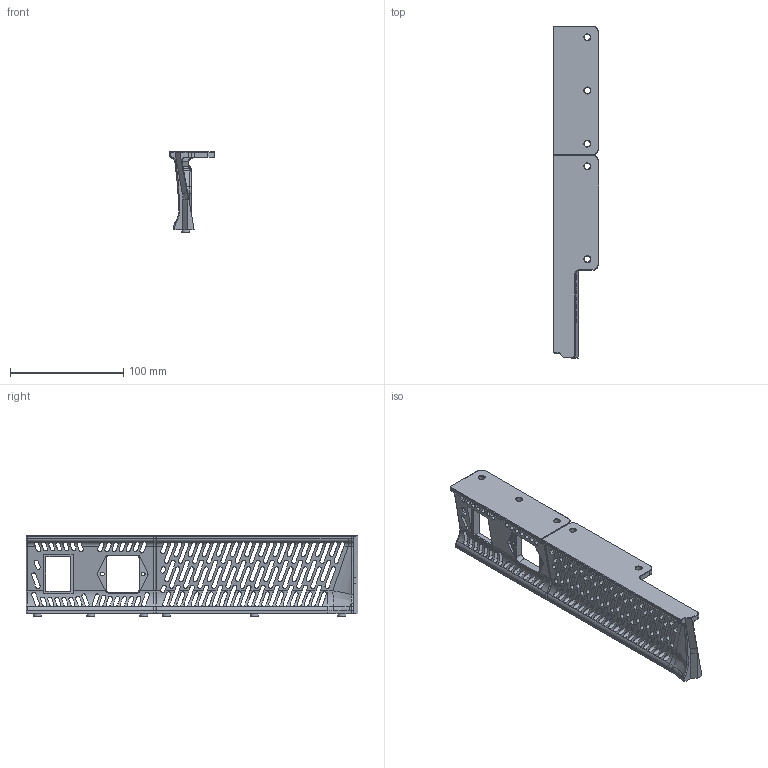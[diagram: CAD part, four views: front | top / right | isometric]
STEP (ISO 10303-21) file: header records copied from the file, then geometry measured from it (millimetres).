
FILE_DESCRIPTION(/* description */ ('','CAx-IF Rec.Pracs.---Representation and Presentation of Product Manufacturing Information (PMI)---4.0---2014-10-13'),/* implementation_level */ '2;1');
FILE_NAME(/* name */ '350_darkmatter_skirts_rear.step',/* time_stamp */ '2024-12-26T21:32:27-08:00',/* author */ (''),/* organization */ (''),/* preprocessor_version */ 'ST-DEVELOPER v20',/* originating_system */ 'Autodesk Translation Framework v13.20.0.188',/* authorisation */ '');
FILE_SCHEMA (('AP242_MANAGED_MODEL_BASED_3D_ENGINEERING_MIM_LF { 1 0 10303 442 1 1 4 }'));
Length unit declared in the file: millimetre
Products named in the file (5): Doom Skirts; Bottom Skirts; Rear Skirt_Filtered; side_skirt_b_x7; mains_inlet
Assembly tree (4 placements, depth 4):
  Doom Skirts
    Bottom Skirts
      Rear Skirt_Filtered
        side_skirt_b_x7
        mains_inlet
Bounding box: 40 x 293.25 x 71 mm (x, y, z)
Volume: 145784.6 mm3; surface area: 80893.1 mm2
Topology: 2 solids, 2 shells, 676 faces, 2211 edges, 1435 vertices
Faces by surface type: plane 301, cylinder 278, bspline 60, torus 22, cone 15
Full cylindrical faces by diameter (mm): 3.4 x2, 4.7 x2, 5.4 x5, 7 x6
Entity records: 30006 total; most frequent: CARTESIAN_POINT 10173, ORIENTED_EDGE 4390, DIRECTION 3951, EDGE_CURVE 2195, VERTEX_POINT 1427, AXIS2_PLACEMENT_3D 1376, LINE 1199, VECTOR 1199
